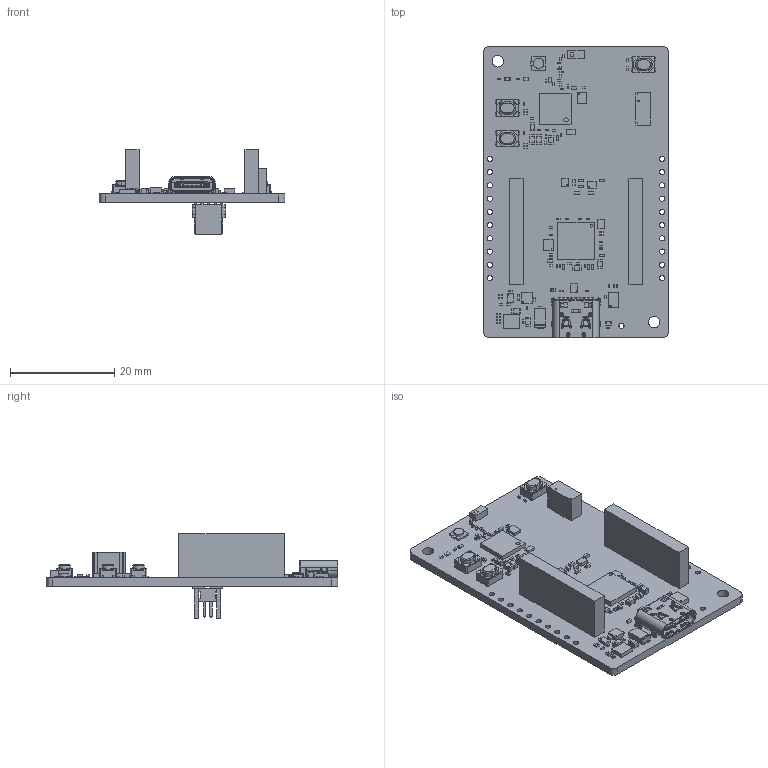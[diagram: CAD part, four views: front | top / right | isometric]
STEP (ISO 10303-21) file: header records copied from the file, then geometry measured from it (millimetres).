
FILE_DESCRIPTION(('Open CASCADE Model'),'2;1');
FILE_NAME('Open CASCADE Shape Model','2024-02-14T22:26:01',('Author'),( 'Open CASCADE'),'Open CASCADE STEP processor 6.8','Open CASCADE 6.8' ,'Unknown');
FILE_SCHEMA(('AUTOMOTIVE_DESIGN { 1 0 10303 214 1 1 1 1 }'));
Length unit declared in the file: millimetre
Products named in the file (235): PCB; Board; Open CASCADE STEP translator 6.8 1.1.1; TP21; 6192792608; Extruded; TP20; CC2; 6151365584; Z9; 6151359984; 6151359824; Z8; Z7; 6151364624; SW101; PTS810SJM250SMTRLFS_RGB12040119; R937; 6151363744; R935; 6151362944; R621; R620; R212; 6151364944; R210; R209; R208; R207; R206; 6151361664; R144; R143; R141; R140; R6; Q902; 6151366224; 6151364784; Q901 ...
Assembly tree (372 placements, depth 4):
  PCB
    Board
      Open CASCADE STEP translator 6.8 1.1.1
    TP21
      6192792608
        Extruded
    TP20
      6192792608
        Extruded
    CC2
      6151365584
        Extruded
    Z9
      6151359984
        Extruded
      6151359824  x2
        Extruded
    Z8
      6151365584
        Extruded
    Z7
      6151364624
        Extruded
    SW101
      PTS810SJM250SMTRLFS_RGB12040119
    R937
      6151363744
        Extruded
    R935
      6151362944
        Extruded
    R621
      6151362944
        Extruded
    R620
      6151362944
        Extruded
    R212
      6151364944
        Extruded
    R210
      6151364944
        Extruded
    R209
      6151364944
        Extruded
    R208
      6151364944
        Extruded
    R207
      6151364944
        Extruded
    R206
      6151361664
        Extruded
    R144
      6151363744
        Extruded
    R143
      6151362944
Bounding box: 35.56 x 55.88 x 16.26 mm (x, y, z)
Volume: 4603.5 mm3; surface area: 7371.8 mm2
Topology: 191 solids, 198 shells, 3748 faces, 9566 edges, 6202 vertices
Faces by surface type: plane 3101, cylinder 450, bspline 68, torus 60, sphere 44, cone 25
Full cylindrical faces by diameter (mm): 0.6 x2, 0.8 x3, 1 x21, 2 x1, 2.2 x2
Entity records: 80633 total; most frequent: CARTESIAN_POINT 14806, ORIENTED_EDGE 12028, DIRECTION 11989, EDGE_CURVE 6014, LINE 4895, VECTOR 4895, VERTEX_POINT 3908, AXIS2_PLACEMENT_3D 3547
